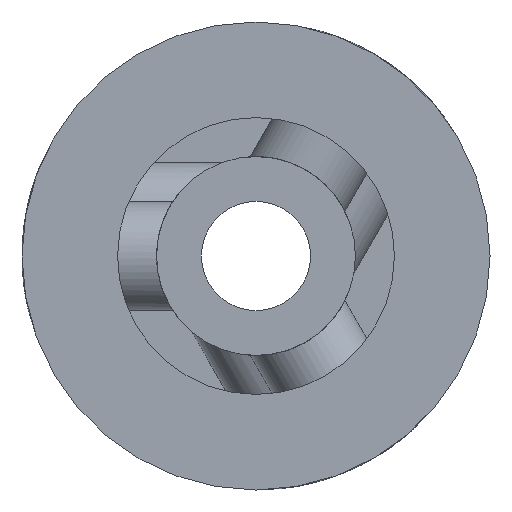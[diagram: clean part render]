
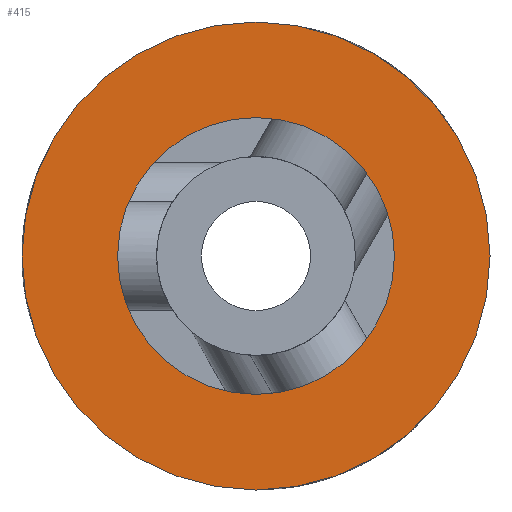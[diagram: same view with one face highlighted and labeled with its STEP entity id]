
A CAD part, front view. The second image highlights one B-rep face of the part: STEP entity #415.
In plain terms, the highlighted planar face has unit normal (0, -1, 0).
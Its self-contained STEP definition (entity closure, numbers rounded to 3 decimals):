
#27=PLANE('',#463);
#46=FACE_BOUND('',#83,.T.);
#59=FACE_OUTER_BOUND('',#82,.T.);
#82=EDGE_LOOP('',(#335));
#83=EDGE_LOOP('',(#336));
#173=CIRCLE('',#459,3.55);
#176=CIRCLE('',#464,6.);
#201=VERTEX_POINT('',#797);
#210=VERTEX_POINT('',#921);
#251=EDGE_CURVE('',#201,#201,#173,.T.);
#262=EDGE_CURVE('',#210,#210,#176,.T.);
#335=ORIENTED_EDGE('',*,*,#262,.T.);
#336=ORIENTED_EDGE('',*,*,#251,.F.);
#415=ADVANCED_FACE('',(#59,#46),#27,.F.);
#459=AXIS2_PLACEMENT_3D('',#798,#512,#513);
#463=AXIS2_PLACEMENT_3D('',#920,#522,#523);
#464=AXIS2_PLACEMENT_3D('',#922,#524,#525);
#512=DIRECTION('center_axis',(0.,-1.,0.));
#513=DIRECTION('ref_axis',(0.506,0.,0.863));
#522=DIRECTION('center_axis',(0.,1.,0.));
#523=DIRECTION('ref_axis',(0.,0.,1.));
#524=DIRECTION('center_axis',(0.,-1.,0.));
#525=DIRECTION('ref_axis',(-1.,0.,0.));
#797=CARTESIAN_POINT('',(-1.795,-12.,-3.063));
#798=CARTESIAN_POINT('Origin',(0.,-12.,0.));
#920=CARTESIAN_POINT('Origin',(0.,-12.,0.));
#921=CARTESIAN_POINT('',(-6.,-12.,0.));
#922=CARTESIAN_POINT('Origin',(0.,-12.,0.));
